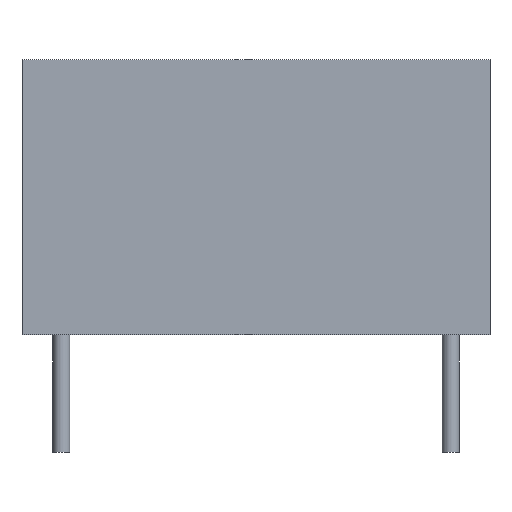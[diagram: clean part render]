
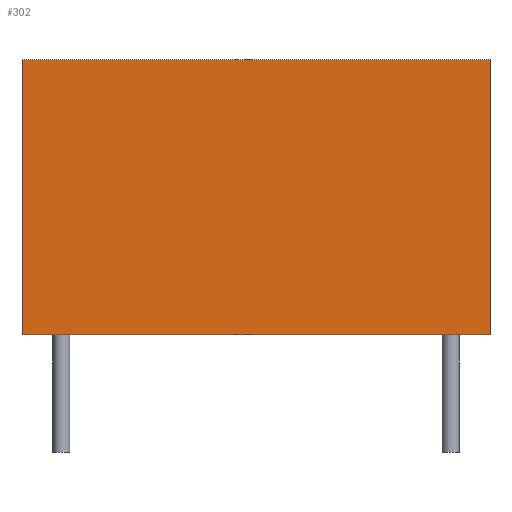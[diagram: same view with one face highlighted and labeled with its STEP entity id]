
A CAD part, front view. The second image highlights one B-rep face of the part: STEP entity #302.
In plain terms, the highlighted planar face has unit normal (0, -1, 0).
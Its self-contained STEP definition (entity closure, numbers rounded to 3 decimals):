
#302=ADVANCED_FACE('',(#308),#303,.T.);
#303=PLANE('',#304);
#304=AXIS2_PLACEMENT_3D('',#305,#306,#307);
#305=CARTESIAN_POINT('',(-1.504,-2.502,0.0));
#306=DIRECTION('',(0.0,-1.0,0.0));
#307=DIRECTION('',(0.,0.,1.));
#308=FACE_OUTER_BOUND('',#309,.T.);
#309=EDGE_LOOP('',(#310,#320,#330,#340));
#313=CARTESIAN_POINT('',(16.504,-2.502,0.0));
#312=VERTEX_POINT('',#313);
#315=CARTESIAN_POINT('',(-1.504,-2.502,0.0));
#314=VERTEX_POINT('',#315);
#311=EDGE_CURVE('',#312,#314,#316,.T.);
#316=LINE('',#313,#318);
#318=VECTOR('',#319,18.009);
#319=DIRECTION('',(-1.0,0.0,0.0));
#310=ORIENTED_EDGE('',*,*,#311,.F.);
#323=CARTESIAN_POINT('',(16.504,-2.502,10.592));
#322=VERTEX_POINT('',#323);
#321=EDGE_CURVE('',#322,#312,#326,.T.);
#326=LINE('',#323,#328);
#328=VECTOR('',#329,10.592);
#329=DIRECTION('',(0.0,0.0,-1.0));
#320=ORIENTED_EDGE('',*,*,#321,.F.);
#333=CARTESIAN_POINT('',(-1.504,-2.502,10.592));
#332=VERTEX_POINT('',#333);
#331=EDGE_CURVE('',#332,#322,#336,.T.);
#336=LINE('',#333,#338);
#338=VECTOR('',#339,18.009);
#339=DIRECTION('',(1.0,0.0,0.0));
#330=ORIENTED_EDGE('',*,*,#331,.F.);
#341=EDGE_CURVE('',#314,#332,#346,.T.);
#346=LINE('',#315,#348);
#348=VECTOR('',#349,10.592);
#349=DIRECTION('',(0.0,0.0,1.0));
#340=ORIENTED_EDGE('',*,*,#341,.F.);
